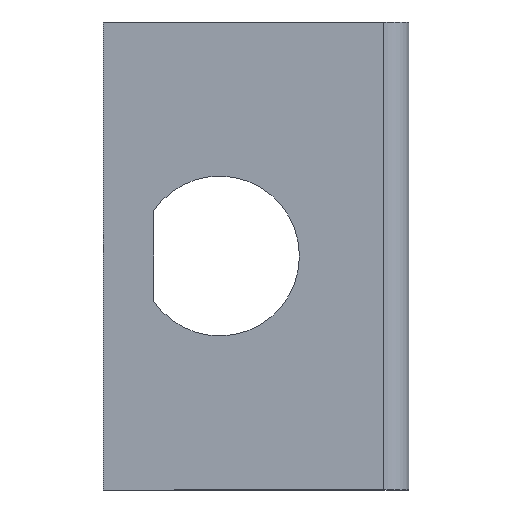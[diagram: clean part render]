
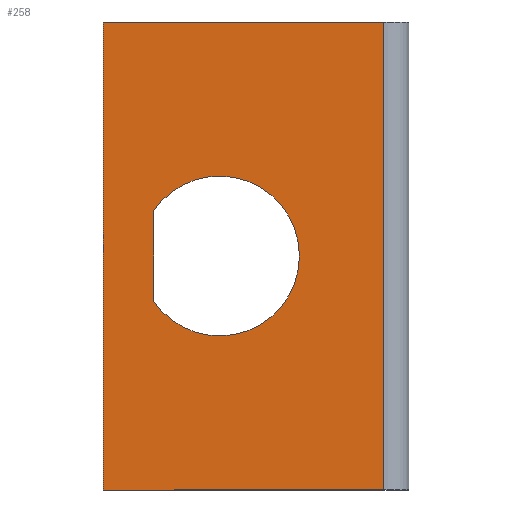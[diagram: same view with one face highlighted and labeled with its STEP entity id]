
A CAD part, left-side view. The second image highlights one B-rep face of the part: STEP entity #258.
In plain terms, the highlighted planar face has unit normal (-1, 0, 0).
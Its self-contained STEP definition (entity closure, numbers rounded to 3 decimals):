
#7 = EDGE_CURVE ( 'NONE', #374, #265, #261, .T. ) ;
#12 = VERTEX_POINT ( 'NONE', #70 ) ;
#22 = CARTESIAN_POINT ( 'NONE',  ( 0., 66.67, 0. ) ) ;
#23 = AXIS2_PLACEMENT_3D ( 'NONE', #390, #145, #186 ) ;
#27 = LINE ( 'NONE', #169, #330 ) ;
#28 = EDGE_CURVE ( 'NONE', #376, #374, #391, .T. ) ;
#29 = EDGE_CURVE ( 'NONE', #265, #248, #91, .T. ) ;
#33 = LINE ( 'NONE', #183, #462 ) ;
#36 = CARTESIAN_POINT ( 'NONE',  ( 0., 41.28, 51. ) ) ;
#44 = CARTESIAN_POINT ( 'NONE',  ( 0., 55.64, 60.844 ) ) ;
#52 = VERTEX_POINT ( 'NONE', #327 ) ;
#55 = CARTESIAN_POINT ( 'NONE',  ( 0., 5.5, 102. ) ) ;
#64 = CARTESIAN_POINT ( 'NONE',  ( 0., 66.67, 0. ) ) ;
#65 = VERTEX_POINT ( 'NONE', #360 ) ;
#70 = CARTESIAN_POINT ( 'NONE',  ( 0., 5.5, 0. ) ) ;
#80 = EDGE_LOOP ( 'NONE', ( #342, #383, #155, #117 ) ) ;
#91 = CIRCLE ( 'NONE', #411, 17.41 ) ;
#92 = PLANE ( 'NONE',  #316 ) ;
#99 = DIRECTION ( 'NONE',  ( 0., -1., 0. ) ) ;
#102 = DIRECTION ( 'NONE',  ( 0., 0., 1. ) ) ;
#106 = DIRECTION ( 'NONE',  ( 0., 0., -1. ) ) ;
#117 = ORIENTED_EDGE ( 'NONE', *, *, #255, .T. ) ;
#134 = EDGE_CURVE ( 'NONE', #52, #279, #27, .T. ) ;
#145 = DIRECTION ( 'NONE',  ( 1., 0., 0. ) ) ;
#148 = VECTOR ( 'NONE', #106, 1000. ) ;
#152 = ORIENTED_EDGE ( 'NONE', *, *, #195, .F. ) ;
#155 = ORIENTED_EDGE ( 'NONE', *, *, #29, .T. ) ;
#169 = CARTESIAN_POINT ( 'NONE',  ( 0., 66.67, 0. ) ) ;
#173 = LINE ( 'NONE', #55, #148 ) ;
#183 = CARTESIAN_POINT ( 'NONE',  ( 0., 55.64, 41.156 ) ) ;
#186 = DIRECTION ( 'NONE',  ( 0., 0.825, 0.565 ) ) ;
#187 = EDGE_CURVE ( 'NONE', #52, #12, #338, .T. ) ;
#195 = EDGE_CURVE ( 'NONE', #65, #12, #173, .T. ) ;
#212 = DIRECTION ( 'NONE',  ( 0., 0., 1. ) ) ;
#217 = DIRECTION ( 'NONE',  ( 0., 0.825, 0.565 ) ) ;
#218 = EDGE_CURVE ( 'NONE', #279, #65, #335, .T. ) ;
#232 = CARTESIAN_POINT ( 'NONE',  ( 0., 41.28, 68.41 ) ) ;
#240 = CARTESIAN_POINT ( 'NONE',  ( 0., 66.67, 102. ) ) ;
#248 = VERTEX_POINT ( 'NONE', #420 ) ;
#255 = EDGE_CURVE ( 'NONE', #248, #376, #33, .T. ) ;
#258 = ADVANCED_FACE ( 'NONE', ( #451, #410 ), #92, .T. ) ;
#261 = CIRCLE ( 'NONE', #23, 17.41 ) ;
#265 = VERTEX_POINT ( 'NONE', #345 ) ;
#270 = VECTOR ( 'NONE', #384, 1000. ) ;
#273 = ORIENTED_EDGE ( 'NONE', *, *, #134, .F. ) ;
#274 = DIRECTION ( 'NONE',  ( -1., 0., 0. ) ) ;
#279 = VERTEX_POINT ( 'NONE', #240 ) ;
#284 = VECTOR ( 'NONE', #99, 1000. ) ;
#303 = CARTESIAN_POINT ( 'NONE',  ( 0., 66.67, 102. ) ) ;
#310 = ORIENTED_EDGE ( 'NONE', *, *, #187, .T. ) ;
#316 = AXIS2_PLACEMENT_3D ( 'NONE', #64, #274, #212 ) ;
#317 = DIRECTION ( 'NONE',  ( 1., 0., 0. ) ) ;
#327 = CARTESIAN_POINT ( 'NONE',  ( 0., 66.67, 0. ) ) ;
#330 = VECTOR ( 'NONE', #424, 1000. ) ;
#335 = LINE ( 'NONE', #303, #270 ) ;
#338 = LINE ( 'NONE', #22, #284 ) ;
#342 = ORIENTED_EDGE ( 'NONE', *, *, #28, .T. ) ;
#345 = CARTESIAN_POINT ( 'NONE',  ( 0., 41.28, 33.59 ) ) ;
#350 = DIRECTION ( 'NONE',  ( 1., 0., 0. ) ) ;
#360 = CARTESIAN_POINT ( 'NONE',  ( 0., 5.5, 102. ) ) ;
#374 = VERTEX_POINT ( 'NONE', #232 ) ;
#376 = VERTEX_POINT ( 'NONE', #44 ) ;
#383 = ORIENTED_EDGE ( 'NONE', *, *, #7, .T. ) ;
#384 = DIRECTION ( 'NONE',  ( 0., -1., 0. ) ) ;
#390 = CARTESIAN_POINT ( 'NONE',  ( 0., 41.28, 51. ) ) ;
#391 = CIRCLE ( 'NONE', #428, 17.41 ) ;
#403 = DIRECTION ( 'NONE',  ( 0., 0.825, 0.565 ) ) ;
#409 = EDGE_LOOP ( 'NONE', ( #423, #273, #310, #152 ) ) ;
#410 = FACE_OUTER_BOUND ( 'NONE', #409, .T. ) ;
#411 = AXIS2_PLACEMENT_3D ( 'NONE', #36, #317, #403 ) ;
#420 = CARTESIAN_POINT ( 'NONE',  ( 0., 55.64, 41.156 ) ) ;
#423 = ORIENTED_EDGE ( 'NONE', *, *, #218, .F. ) ;
#424 = DIRECTION ( 'NONE',  ( 0., 0., 1. ) ) ;
#427 = CARTESIAN_POINT ( 'NONE',  ( 0., 41.28, 51. ) ) ;
#428 = AXIS2_PLACEMENT_3D ( 'NONE', #427, #350, #217 ) ;
#451 = FACE_BOUND ( 'NONE', #80, .T. ) ;
#462 = VECTOR ( 'NONE', #102, 1000. ) ;
